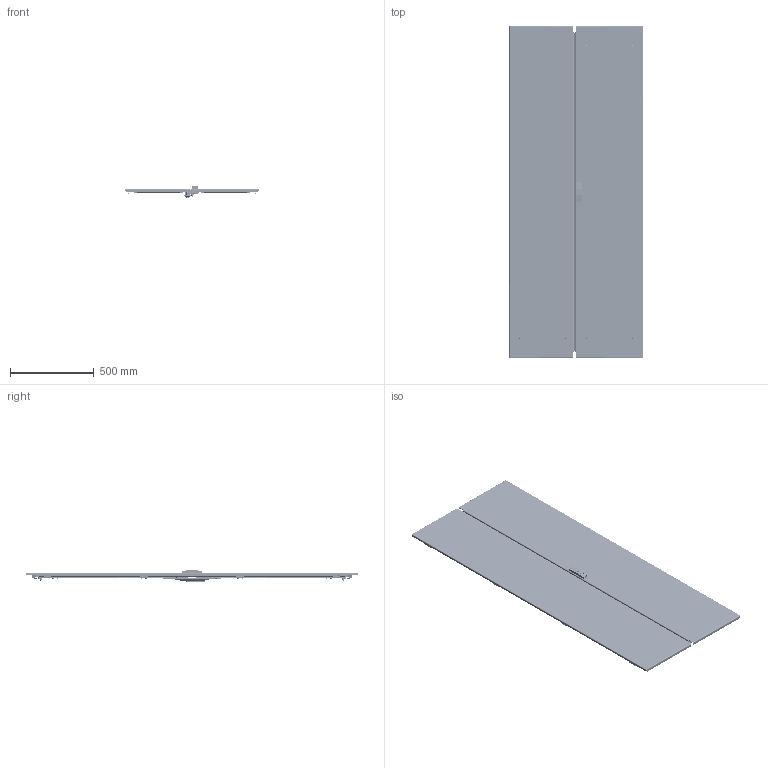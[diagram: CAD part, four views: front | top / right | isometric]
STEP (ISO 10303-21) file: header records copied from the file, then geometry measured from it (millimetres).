
FILE_DESCRIPTION (( 'STEP AP203' ), '1' );
FILE_NAME ('UR24500200804 Äâåðü ãëóõàÿ äâóõñòâîð÷àòàÿ RS52 200.80 ÑÏ (000.801.443).STEP', '2022-04-11T12:50:54', ( '' ), ( '' ), 'SwSTEP 2.0', 'SolidWorks 2017', '' );
FILE_SCHEMA (( 'CONFIG_CONTROL_DESIGN' ));
Length unit declared in the file: millimetre
Products named in the file (60): 嵑殧趌11371_6; 蹴濋趌5915_M6; 000.800.061 Ïåòëÿ LC3_‡ ªàëâ®; Óïëîòíèòåëü òèï Å äâåðè ëåâîé RS52; 040-172 Ïëàíêà çàïîðíàÿ_00; 嵑殧趌6402_6; 012-1986 Ïàíåëü äâåðè ïðàâîé RS52 200.00_00 (200.80); 025-244 Ïëàíêà çàïîðíàÿ LC3_03 (200.00); Ãàéêà Ýðèêñîíà Ì5 ñ ïëîñêîé ãîëîâêîé; 000.800.088 Òÿãà êðóãëàÿ LC3_04 (200.00); Çàêëåïêà ðåçüáîâàÿ óìåíüøåííûé áîðòèê øåñòèãðàííàÿ_Œ5å14; 025-245 Ïëàíêà çàïîðíàÿ LC3_03 (200.00); 鍔錓_7798_M6x12; 000.800.086 Ïëàíêà çàïîðíàÿ LC3_03 (200.00); 000.800.087 Ïëàíêà çàïîðíàÿ LC3_03 (200.00); 029-373 Ñîåäèíèòåëü óãëîâîé ðàìêè äâåðè RS52; 040-190 Òÿãà êðóãëàÿ LC3_04 (200.00); Øïèëüêà ðåçüáîâàÿ Ì6_Œ6å20; Óïëîòíèòåëü ÏÏÓ äâåðè ëåâîé RS52_12 (200å40); Âèíò ISO 10642 TX_Œ5å16; 028-135 Ñêîáà; ﾘ琺矜 ⅰⅱ浯 Star-lock_6; 012-1987 Ïàíåëü äâåðè ëåâîé RS52 200.00_00 (200.80); 219-1-2-00 Çàìîê-ðó÷êà ñ ìåõàíèçìîì; 024-315 Ïëàñòèíà òÿãè êðóãëîé; 050-42 Âòóëêà ñêðûòîé ïåòëè; 054-200 Ñòîéêà äâåðè RS52_04 (200.00); 048-06 Ïðóæèíà ïåòëè çàæèìíàÿ; Óïëîòíèòåëü ÏÏÓ äëÿ äâåðè ïðàâîé LC3 âåð. 2_12 (200å40); 040-162-01 ßçûê çàìêà; Øàéáà 6402 Ò_Œ6; 000.169.173 Óïîð äâåðè; Øïèëüêà çàçåìëåíèÿ CKF CS_Œ6å16; hex flange nut_din_Hexagon Flange Nut DIN 6923 - M6 - N; Âèíò DIN 7500 C TORX_Œ5å12; Âèíò ISO 7380-2 TX_Œ5å16; 061-20 Âñòàâêà Ì6; 000.210.513 Îñíîâàíèå äâåðè ëåâîé RS52 200.00_00 (200.80); 029-326 ﾊ煇鳫; 000.203.234 Äâåðü ãëóõàÿ ïðàâàÿ RS52 200.00_00 (200.80) ...
Assembly tree (199 placements, depth 4):
  UR24500200804 Äâåðü ãëóõàÿ äâóõñòâîð÷àòàÿ RS52 200.80 ÑÏ (000.801.443)
    000.203.234 Äâåðü ãëóõàÿ ïðàâàÿ RS52 200.00_00 (200.80)
      000.210.512 Îñíîâàíèå äâåðè ïðàâîé RS52 200.00_00 (200.80)
        012-1986 Ïàíåëü äâåðè ïðàâîé RS52 200.00_00 (200.80)
        Øïèëüêà ðåçüáîâàÿ Ì6_Œ5å12  x10
        Øïèëüêà çàçåìëåíèÿ CKF CS_Œ6å16  x2
        Øïèëüêà ðåçüáîâàÿ Ì6_Œ6å12  x6
        050-42 Âòóëêà ñêðûòîé ïåòëè  x4
      MS896 Çàìîê-íàêëàäêà îñíîâíàÿ äëÿ LC_Žâªàëâ®
      Âèíò ISO 10642 TX_Œ5å10  x2
      040-172 Ïëàíêà çàïîðíàÿ_00
      000.800.086 Ïëàíêà çàïîðíàÿ LC3_03 (200.00)
        025-244 Ïëàíêà çàïîðíàÿ LC3_03 (200.00)
        028-98 Ñêîáà  x2
      000.800.087 Ïëàíêà çàïîðíàÿ LC3_03 (200.00)
        025-245 Ïëàíêà çàïîðíàÿ LC3_03 (200.00)
        028-98 Ñêîáà  x2
      Øàéáà 6402 Ò_Œ6  x6
      Ãàéêà øåñòèãðàííàÿ âûñîêàÿ ñàìîñòîïîðÿùàÿñÿ ñ ôëàíöåì ÃÎÑÒ ISO 7043_Œ6  x6
      000.231.045 Ðàìà óñèëèâàþùàÿ RS52_16 (200.40)
        054-200 Ñòîéêà äâåðè RS52_04 (200.00)  x2
        054-201 Ïîïåðå÷èíà äâåðè RS52_00 (00.40)  x2
        029-373 Ñîåäèíèòåëü óãëîâîé ðàìêè äâåðè RS52  x4
        Âèíò DIN 7500 C TORX_Œ5å16  x8
      Ãàéêà Ýðèêñîíà Ì5 ñ ïëîñêîé ãîëîâêîé  x10
      Óïëîòíèòåëü ÏÏÓ äëÿ äâåðè ïðàâîé LC3 âåð. 2_12 (200å40)
    000.203.235 Äâåðü ãëóõàÿ ëåâàÿ RS52 200.00_00 (200.80)
      000.210.513 Îñíîâàíèå äâåðè ëåâîé RS52 200.00_00 (200.80)
        012-1987 Ïàíåëü äâåðè ëåâîé RS52 200.00_00 (200.80)
        Øïèëüêà ðåçüáîâàÿ Ì6_Œ5å12  x10
        Øïèëüêà çàçåìëåíèÿ CKF CS_Œ6å16  x2
        Øïèëüêà ðåçüáîâàÿ Ì6_Œ6å20  x2
        050-42 Âòóëêà ñêðûòîé ïåòëè  x4
        029-325 ﾊ煇鳫  x2
      029-326 ﾊ煇鳫
      Çàêëåïêà ðåçüáîâàÿ óìåíüøåííûé áîðòèê øåñòèãðàííàÿ_Œ5å14  x10
      Âèíò ISO 7380-2 TX_Œ5å16  x2
      219-1-2-00 Çàìîê-ðó÷êà ñ ìåõàíèçìîì
      040-162 ßçûê çàìêà
      040-162-01 ßçûê çàìêà
      061-20 Âñòàâêà Ì6  x2
      嵑殧趌11371_6  x2
      嵑殧趌6402_6  x2
      蹴濋趌5915_M6  x2
      000.800.088 Òÿãà êðóãëàÿ LC3_04 (200.00)  x2
        040-190 Òÿãà êðóãëàÿ LC3_04 (200.00)
        024-315 Ïëàñòèíà òÿãè êðóãëîé
        024-344 Ïëàñòèíà òÿãè êðóãëîé
        Øïèëüêà ïðèâàðíàÿ íåðåçüáîâàÿ_6å10
      鍔錓_7798_M6x12  x2
      hex flange nut_din_Hexagon Flange Nut DIN 6923 - M6 - N  x2
      ﾘ琺矜 ⅰⅱ浯 Star-lock_6  x2
      000.231.045 Ðàìà óñèëèâàþùàÿ RS52_16 (200.40)
        054-200 Ñòîéêà äâåðè RS52_04 (200.00)  x2
        054-201 Ïîïåðå÷èíà äâåðè RS52_00 (00.40)  x2
        029-373 Ñîåäèíèòåëü óãëîâîé ðàìêè äâåðè RS52  x4
        Âèíò DIN 7500 C TORX_Œ5å16  x8
      Ãàéêà Ýðèêñîíà Ì5 ñ ïëîñêîé ãîëîâêîé  x10
      Óïëîòíèòåëü ÏÏÓ äâåðè ëåâîé RS52_12 (200å40)
      028-135 Ñêîáà  x4
Bounding box: 796.8 x 1984 x 69.25 mm (x, y, z)
Volume: 5572214.6 mm3; surface area: 5582270.4 mm2
Topology: 241 solids, 245 shells, 8338 faces, 21248 edges, 13335 vertices
Faces by surface type: plane 3498, cylinder 3390, cone 832, torus 294, bspline 284, sphere 40
Entity records: 80206 total; most frequent: CARTESIAN_POINT 16747, DIRECTION 11548, ORIENTED_EDGE 10684, EDGE_CURVE 5345, AXIS2_PLACEMENT_3D 4274, VERTEX_POINT 3364, LINE 3000, VECTOR 3000
